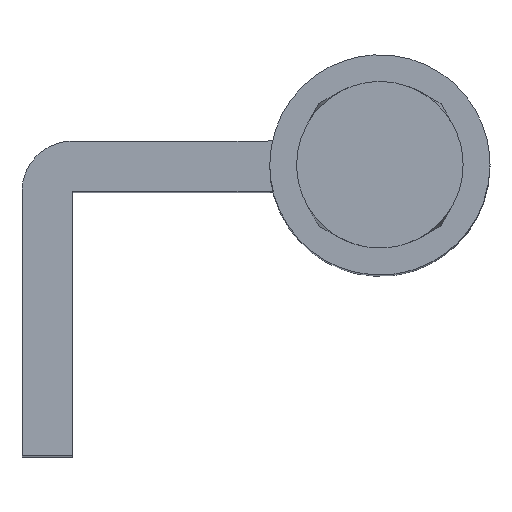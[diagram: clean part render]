
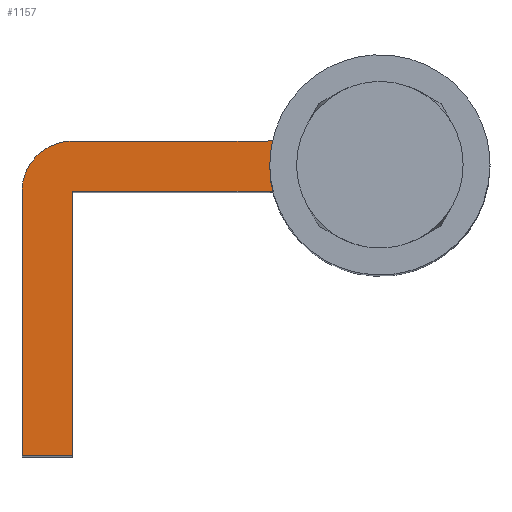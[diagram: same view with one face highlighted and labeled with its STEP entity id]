
A CAD part, top view. The second image highlights one B-rep face of the part: STEP entity #1157.
In plain terms, the highlighted free-form (B-spline) face has degree [1, 1] with [2, 2] control points.
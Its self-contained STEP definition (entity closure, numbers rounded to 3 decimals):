
#1007=CARTESIAN_POINT('',(-22.75,-1.6,60.0));
#1008=VERTEX_POINT('',#1007);
#1014=CARTESIAN_POINT('',(-19.55,1.6,60.0));
#1015=VERTEX_POINT('',#1014);
#1016=CARTESIAN_POINT('',(-19.55,1.6,60.0));
#1017=CARTESIAN_POINT('',(-22.75,1.6,60.0));
#1018=CARTESIAN_POINT('',(-22.75,-1.6,60.0));
#1026=(BOUNDED_CURVE()B_SPLINE_CURVE(2,(#1016,#1017,#1018),.UNSPECIFIED.,.F.,.U.)CURVE()GEOMETRIC_REPRESENTATION_ITEM()QUASI_UNIFORM_CURVE()RATIONAL_B_SPLINE_CURVE((1.0,0.707,1.0))REPRESENTATION_ITEM(''));
#1027=EDGE_CURVE('',#1015,#1008,#1026,.T.);
#1037=CARTESIAN_POINT('',(-24.198,7.478,60.0));
#1038=CARTESIAN_POINT('',(7.677,7.478,60.0));
#1039=CARTESIAN_POINT('',(-24.198,-19.631,60.0));
#1040=CARTESIAN_POINT('',(7.677,-19.631,60.0));
#1041=B_SPLINE_SURFACE_WITH_KNOTS('',1,1,((#1037,#1039),(#1038,#1040)),.UNSPECIFIED.,.F.,.F.,.U.,(2,2),(2,2),(0.0,31.875),(0.0,27.109),.UNSPECIFIED.);
#1042=CARTESIAN_POINT('',(-7.168,1.6,60.0));
#1043=VERTEX_POINT('',#1042);
#1044=CARTESIAN_POINT('',(-7.168,1.6,60.0));
#1045=CARTESIAN_POINT('',(-19.55,1.6,60.0));
#1046=QUASI_UNIFORM_CURVE('',1,(#1044,#1045),.UNSPECIFIED.,.F.,.U.);
#1047=EDGE_CURVE('',#1043,#1015,#1046,.T.);
#1048=ORIENTED_EDGE('',*,*,#1047,.T.);
#1049=ORIENTED_EDGE('',*,*,#1027,.T.);
#1050=CARTESIAN_POINT('',(-22.75,-18.4,60.0));
#1051=VERTEX_POINT('',#1050);
#1052=CARTESIAN_POINT('',(-22.75,-1.6,60.0));
#1053=CARTESIAN_POINT('',(-22.75,-18.4,60.0));
#1054=QUASI_UNIFORM_CURVE('',1,(#1052,#1053),.UNSPECIFIED.,.F.,.U.);
#1055=EDGE_CURVE('',#1008,#1051,#1054,.T.);
#1056=ORIENTED_EDGE('',*,*,#1055,.T.);
#1057=CARTESIAN_POINT('',(-19.55,-18.4,60.0));
#1058=VERTEX_POINT('',#1057);
#1059=CARTESIAN_POINT('',(-22.75,-18.4,60.0));
#1060=CARTESIAN_POINT('',(-19.55,-18.4,60.0));
#1061=QUASI_UNIFORM_CURVE('',1,(#1059,#1060),.UNSPECIFIED.,.F.,.U.);
#1062=EDGE_CURVE('',#1051,#1058,#1061,.T.);
#1063=ORIENTED_EDGE('',*,*,#1062,.T.);
#1064=CARTESIAN_POINT('',(-19.55,-1.6,60.0));
#1065=VERTEX_POINT('',#1064);
#1066=CARTESIAN_POINT('',(-19.55,-18.4,60.0));
#1067=CARTESIAN_POINT('',(-19.55,-1.6,60.0));
#1068=QUASI_UNIFORM_CURVE('',1,(#1066,#1067),.UNSPECIFIED.,.F.,.U.);
#1069=EDGE_CURVE('',#1058,#1065,#1068,.T.);
#1070=ORIENTED_EDGE('',*,*,#1069,.T.);
#1071=CARTESIAN_POINT('',(-7.168,-1.6,60.0));
#1072=VERTEX_POINT('',#1071);
#1073=CARTESIAN_POINT('',(-19.55,-1.6,60.0));
#1074=CARTESIAN_POINT('',(-7.168,-1.6,60.0));
#1075=QUASI_UNIFORM_CURVE('',1,(#1073,#1074),.UNSPECIFIED.,.F.,.U.);
#1076=EDGE_CURVE('',#1065,#1072,#1075,.T.);
#1077=ORIENTED_EDGE('',*,*,#1076,.T.);
#1078=CARTESIAN_POINT('',(-2.785,1.243,60.0));
#1079=VERTEX_POINT('',#1078);
#1080=CARTESIAN_POINT('',(-7.168,-1.6,60.0));
#1081=CARTESIAN_POINT('',(-4.054,-1.6,60.0));
#1082=CARTESIAN_POINT('',(-2.785,1.243,60.0));
#1090=(BOUNDED_CURVE()B_SPLINE_CURVE(2,(#1080,#1081,#1082),.UNSPECIFIED.,.F.,.U.)CURVE()GEOMETRIC_REPRESENTATION_ITEM()QUASI_UNIFORM_CURVE()RATIONAL_B_SPLINE_CURVE((1.0,0.839,1.0))REPRESENTATION_ITEM(''));
#1091=EDGE_CURVE('',#1072,#1079,#1090,.T.);
#1092=ORIENTED_EDGE('',*,*,#1091,.T.);
#1093=CARTESIAN_POINT('',(-2.948,-0.781,60.0));
#1094=VERTEX_POINT('',#1093);
#1095=CARTESIAN_POINT('',(-2.948,-0.781,60.0));
#1096=CARTESIAN_POINT('',(-2.29,-3.267,60.));
#1097=CARTESIAN_POINT('',(0.272,-3.038,60.0));
#1098=CARTESIAN_POINT('',(2.833,-2.809,60.));
#1099=CARTESIAN_POINT('',(3.04,-0.245,60.0));
#1100=CARTESIAN_POINT('',(3.247,2.318,60.));
#1101=CARTESIAN_POINT('',(0.755,2.955,60.0));
#1102=CARTESIAN_POINT('',(-1.737,3.592,60.));
#1103=CARTESIAN_POINT('',(-2.785,1.243,60.0));
#1111=(BOUNDED_CURVE()B_SPLINE_CURVE(2,(#1095,#1096,#1097,#1098,#1099,#1100,#1101,#1102,#1103),.UNSPECIFIED.,.F.,.U.)B_SPLINE_CURVE_WITH_KNOTS((3,2,2,2,3),(0.0,0.25,0.5,0.75,1.0),.UNSPECIFIED.)CURVE()GEOMETRIC_REPRESENTATION_ITEM()RATIONAL_B_SPLINE_CURVE((1.0,0.764,1.0,0.764,1.0,0.764,1.0,0.764,1.0))REPRESENTATION_ITEM(''));
#1112=EDGE_CURVE('',#1094,#1079,#1111,.T.);
#1113=ORIENTED_EDGE('',*,*,#1112,.F.);
#1114=CARTESIAN_POINT('',(-6.042,-1.6,60.0));
#1115=VERTEX_POINT('',#1114);
#1116=CARTESIAN_POINT('',(-2.948,-0.781,60.0));
#1117=CARTESIAN_POINT('',(-6.042,-1.6,60.0));
#1118=QUASI_UNIFORM_CURVE('',1,(#1116,#1117),.UNSPECIFIED.,.F.,.U.);
#1119=EDGE_CURVE('',#1094,#1115,#1118,.T.);
#1120=ORIENTED_EDGE('',*,*,#1119,.T.);
#1121=CARTESIAN_POINT('',(-5.707,2.548,60.0));
#1122=VERTEX_POINT('',#1121);
#1123=CARTESIAN_POINT('',(-6.042,-1.6,60.0));
#1124=CARTESIAN_POINT('',(-4.693,-6.695,60.));
#1125=CARTESIAN_POINT('',(0.557,-6.225,60.0));
#1126=CARTESIAN_POINT('',(5.806,-5.756,60.));
#1127=CARTESIAN_POINT('',(6.23,-0.503,60.0));
#1128=CARTESIAN_POINT('',(6.654,4.751,60.));
#1129=CARTESIAN_POINT('',(1.547,6.055,60.0));
#1130=CARTESIAN_POINT('',(-3.559,7.36,60.));
#1131=CARTESIAN_POINT('',(-5.707,2.548,60.0));
#1139=(BOUNDED_CURVE()B_SPLINE_CURVE(2,(#1123,#1124,#1125,#1126,#1127,#1128,#1129,#1130,#1131),.UNSPECIFIED.,.F.,.U.)B_SPLINE_CURVE_WITH_KNOTS((3,2,2,2,3),(0.0,0.25,0.5,0.75,1.0),.UNSPECIFIED.)CURVE()GEOMETRIC_REPRESENTATION_ITEM()RATIONAL_B_SPLINE_CURVE((1.0,0.764,1.0,0.764,1.0,0.764,1.0,0.764,1.0))REPRESENTATION_ITEM(''));
#1140=EDGE_CURVE('',#1115,#1122,#1139,.T.);
#1141=ORIENTED_EDGE('',*,*,#1140,.T.);
#1142=CARTESIAN_POINT('',(-7.168,1.6,60.0));
#1143=CARTESIAN_POINT('',(-6.13,1.6,60.));
#1144=CARTESIAN_POINT('',(-5.707,2.548,60.0));
#1152=(BOUNDED_CURVE()B_SPLINE_CURVE(2,(#1142,#1143,#1144),.UNSPECIFIED.,.F.,.U.)CURVE()GEOMETRIC_REPRESENTATION_ITEM()QUASI_UNIFORM_CURVE()RATIONAL_B_SPLINE_CURVE((1.0,0.839,1.0))REPRESENTATION_ITEM(''));
#1153=EDGE_CURVE('',#1043,#1122,#1152,.T.);
#1154=ORIENTED_EDGE('',*,*,#1153,.F.);
#1155=EDGE_LOOP('',(#1048,#1049,#1056,#1063,#1070,#1077,#1092,#1113,#1120,#1141,#1154));
#1156=FACE_OUTER_BOUND('',#1155,.T.);
#1157=ADVANCED_FACE('',(#1156),#1041,.F.);
